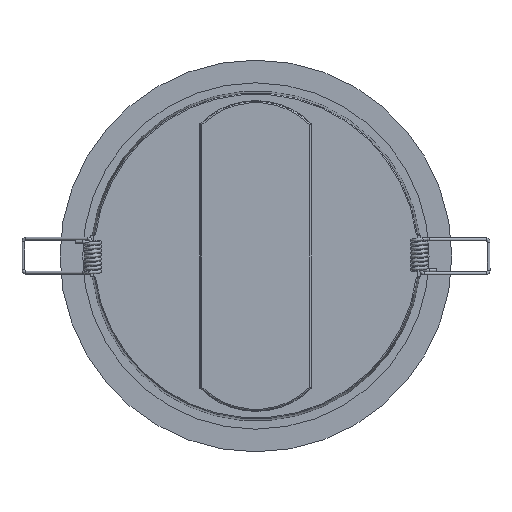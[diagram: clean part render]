
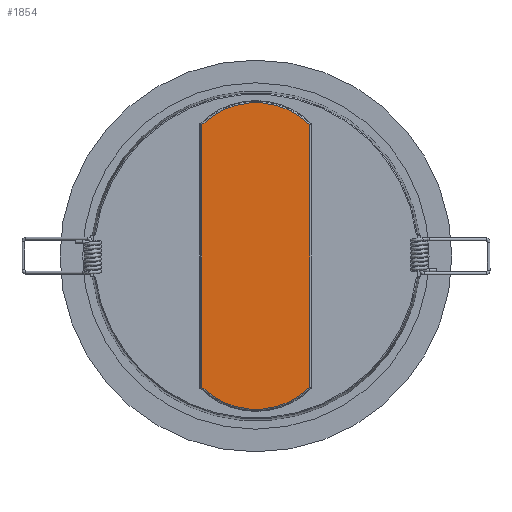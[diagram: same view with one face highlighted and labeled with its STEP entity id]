
A CAD part, front view. The second image highlights one B-rep face of the part: STEP entity #1854.
In plain terms, the highlighted face is planar.
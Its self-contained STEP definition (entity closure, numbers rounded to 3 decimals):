
#309 = EDGE_LOOP ( 'NONE', ( #1712, #8411, #6435, #2950 ) ) ;
#649 = FACE_OUTER_BOUND ( 'NONE', #309, .T. ) ;
#1322 = EDGE_CURVE ( 'NONE', #9317, #4812, #8353, .T. ) ;
#1438 = EDGE_CURVE ( 'NONE', #4812, #6295, #5660, .T. ) ;
#1604 = VECTOR ( 'NONE', #8927, 1000. ) ;
#1712 = ORIENTED_EDGE ( 'NONE', *, *, #5846, .T. ) ;
#1818 = CARTESIAN_POINT ( 'NONE',  ( -26.167, 37.113, 40. ) ) ;
#1854 = ADVANCED_FACE ( 'NONE', ( #649 ), #6247, .F. ) ;
#1860 = CARTESIAN_POINT ( 'NONE',  ( 26.167, 37.113, 40. ) ) ;
#2950 = ORIENTED_EDGE ( 'NONE', *, *, #9304, .T. ) ;
#3400 = AXIS2_PLACEMENT_3D ( 'NONE', #4095, #6297, #5520 ) ;
#3752 = CARTESIAN_POINT ( 'NONE',  ( 26.167, 63.633, 40. ) ) ;
#3774 = CARTESIAN_POINT ( 'NONE',  ( 26.167, -63.633, 40. ) ) ;
#3908 = VERTEX_POINT ( 'NONE', #7523 ) ;
#4095 = CARTESIAN_POINT ( 'NONE',  ( 0., -37.113, 40. ) ) ;
#4763 = DIRECTION ( 'NONE',  ( 0., 1., 0. ) ) ;
#4812 = VERTEX_POINT ( 'NONE', #3752 ) ;
#5219 = DIRECTION ( 'NONE',  ( 0., 1., 0. ) ) ;
#5488 = DIRECTION ( 'NONE',  ( 0., 0., 1. ) ) ;
#5502 = CIRCLE ( 'NONE', #3400, 37.256 ) ;
#5520 = DIRECTION ( 'NONE',  ( 0., 1., 0. ) ) ;
#5660 = CIRCLE ( 'NONE', #7321, 37.256 ) ;
#5846 = EDGE_CURVE ( 'NONE', #3908, #9317, #5502, .T. ) ;
#5963 = AXIS2_PLACEMENT_3D ( 'NONE', #9321, #9226, #8469 ) ;
#6247 = PLANE ( 'NONE',  #5963 ) ;
#6295 = VERTEX_POINT ( 'NONE', #8691 ) ;
#6297 = DIRECTION ( 'NONE',  ( 0., 0., 1. ) ) ;
#6435 = ORIENTED_EDGE ( 'NONE', *, *, #1438, .T. ) ;
#6663 = CARTESIAN_POINT ( 'NONE',  ( 0., 37.113, 40. ) ) ;
#7321 = AXIS2_PLACEMENT_3D ( 'NONE', #6663, #5488, #5219 ) ;
#7523 = CARTESIAN_POINT ( 'NONE',  ( -26.167, -63.633, 40. ) ) ;
#7622 = VECTOR ( 'NONE', #4763, 1000. ) ;
#8275 = LINE ( 'NONE', #1818, #1604 ) ;
#8353 = LINE ( 'NONE', #1860, #7622 ) ;
#8411 = ORIENTED_EDGE ( 'NONE', *, *, #1322, .T. ) ;
#8469 = DIRECTION ( 'NONE',  ( 0., 1., 0. ) ) ;
#8691 = CARTESIAN_POINT ( 'NONE',  ( -26.167, 63.633, 40. ) ) ;
#8927 = DIRECTION ( 'NONE',  ( 0., -1., 0. ) ) ;
#9226 = DIRECTION ( 'NONE',  ( 0., 0., -1. ) ) ;
#9304 = EDGE_CURVE ( 'NONE', #6295, #3908, #8275, .T. ) ;
#9317 = VERTEX_POINT ( 'NONE', #3774 ) ;
#9321 = CARTESIAN_POINT ( 'NONE',  ( 0., 37.113, 40. ) ) ;
